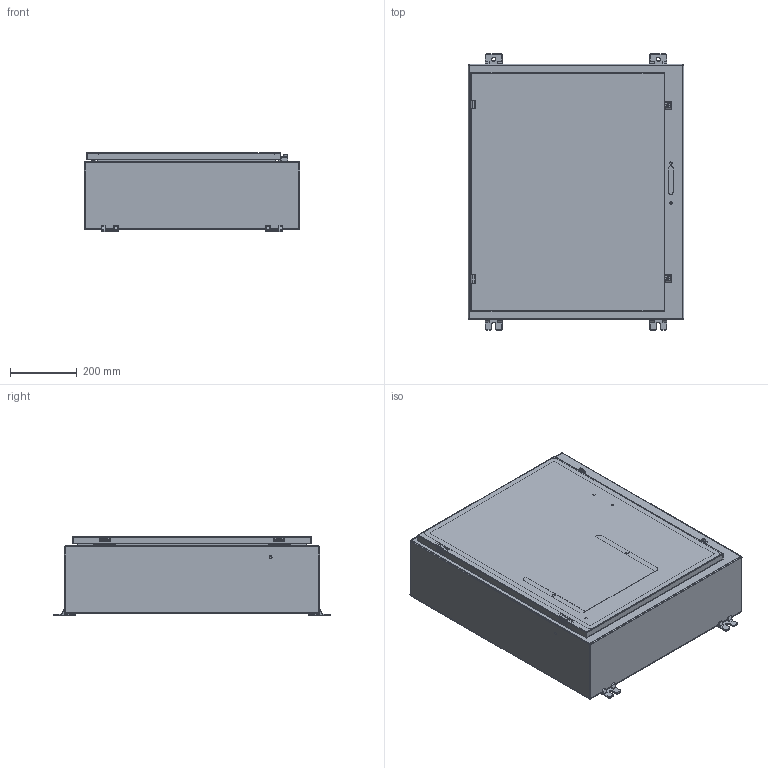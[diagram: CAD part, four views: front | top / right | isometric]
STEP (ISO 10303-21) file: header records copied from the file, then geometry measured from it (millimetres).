
FILE_DESCRIPTION (( 'STEP AP214' ), '1' );
FILE_NAME ('SCE-30HS2508LP.STEP', '2023-03-30T18:59:15', ( '' ), ( '' ), 'SwSTEP 2.0', 'SolidWorks 2021', '' );
FILE_SCHEMA (( 'AUTOMOTIVE_DESIGN' ));
Length unit declared in the file: inch
Products named in the file (1): SCE-30HS2508LP
Bounding box: 644.53 x 825.5 x 237.31 mm (x, y, z)
Volume: 5052886 mm3; surface area: 4555895.6 mm2
Topology: 57 solids, 57 shells, 2668 faces, 6675 edges, 4091 vertices
Faces by surface type: plane 981, cylinder 771, bspline 685, torus 141, cone 70, sphere 20
Full cylindrical faces by diameter (mm): 1.016 x2, 3.454 x2, 3.978 x2, 4.318 x6, 4.369 x4, 4.978 x8, 5.156 x2, 5.182 x4, 5.207 x4, 5.232 x4, 5.537 x2, 6.096 x4, 6.198 x4, 6.299 x8, 6.35 x6, 6.363 x2, 7.137 x6, 7.874 x8, 7.925 x8, 8.433 x4, 9.296 x4, 9.322 x4, 9.525 x4, 9.55 x4, 11.125 x2, 12.7 x4, 12.878 x2, 14.288 x2, 14.986 x4
Entity records: 116380 total; most frequent: CARTESIAN_POINT 59772, ORIENTED_EDGE 12446, DIRECTION 9886, EDGE_CURVE 6223, VERTEX_POINT 4009, AXIS2_PLACEMENT_3D 3686, EDGE_LOOP 3120, FACE_OUTER_BOUND 2868
